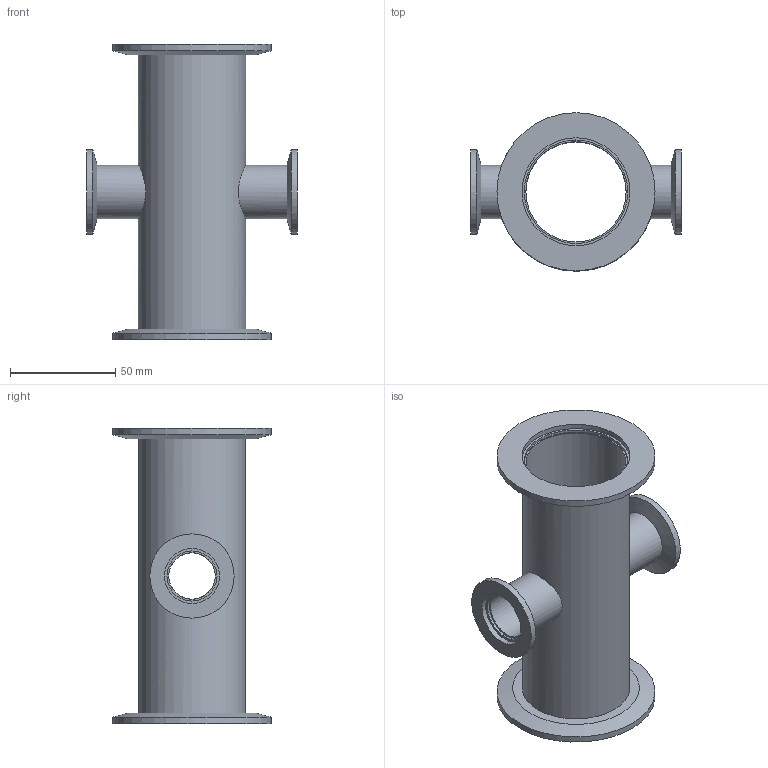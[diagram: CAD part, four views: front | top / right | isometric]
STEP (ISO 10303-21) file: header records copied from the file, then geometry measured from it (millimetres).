
FILE_DESCRIPTION(/* description */ (''),/* implementation_level */ '2;1');
FILE_NAME(/* name */ 'FL-R4X50-25KF.stp',/* time_stamp */ '2019-01-28T16:16:09+00:00',/* author */ ('paul'),/* organization */ (''),/* preprocessor_version */ 'ST-DEVELOPER v17.2',/* originating_system */ 'Autodesk Inventor 2019',/* authorisation */ '');
FILE_SCHEMA (('AUTOMOTIVE_DESIGN { 1 0 10303 214 3 1 1 }'));
Length unit declared in the file: millimetre
Products named in the file (5): FL-RT50-25KF; Main tube; FL-50KF-51W; FL-25KF-25W; side tube
Assembly tree (7 placements, depth 2):
  FL-RT50-25KF
    Main tube
    side tube  x2
    FL-50KF-51W  x2
    FL-25KF-25W  x2
Bounding box: 100 x 75 x 140 mm (x, y, z)
Volume: 63755.8 mm3; surface area: 65355.4 mm2
Topology: 7 solids, 7 shells, 48 faces, 127 edges, 97 vertices
Faces by surface type: cylinder 26, plane 18, cone 4
Full cylindrical faces by diameter (mm): 22 x2, 23.75 x2, 25.4 x4, 25.6 x2, 26.2 x2, 40 x2, 47.6 x1, 49.1 x2, 50.8 x1, 51 x2, 51.2 x2, 75 x2
Entity records: 1394 total; most frequent: CARTESIAN_POINT 458, DIRECTION 176, ORIENTED_EDGE 148, AXIS2_PLACEMENT_3D 79, EDGE_CURVE 74, VERTEX_POINT 56, CIRCLE 40, EDGE_LOOP 40
